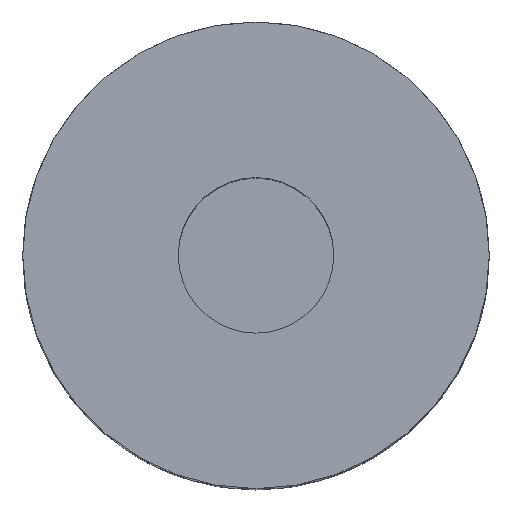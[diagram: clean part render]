
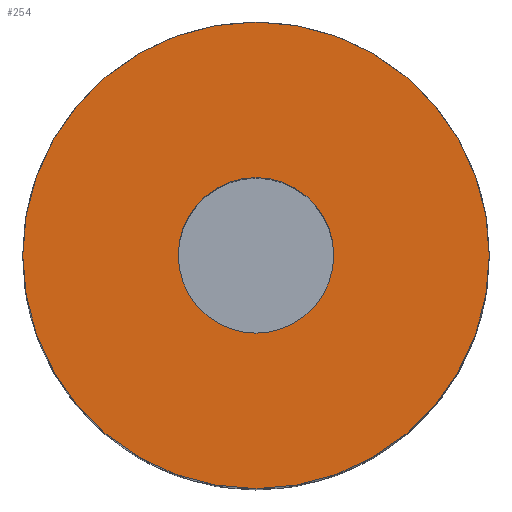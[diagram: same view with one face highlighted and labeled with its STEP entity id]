
A CAD part, top view. The second image highlights one B-rep face of the part: STEP entity #254.
In plain terms, the highlighted planar face has unit normal (0, 0, 1).
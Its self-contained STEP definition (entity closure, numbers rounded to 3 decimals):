
#5 = CIRCLE ( 'NONE', #545, 4. ) ;
#41 = CARTESIAN_POINT ( 'NONE',  ( 0., 0., 40. ) ) ;
#60 = EDGE_LOOP ( 'NONE', ( #877, #126 ) ) ;
#73 = CIRCLE ( 'NONE', #190, 4. ) ;
#106 = CARTESIAN_POINT ( 'NONE',  ( -4., 0., 40. ) ) ;
#113 = VERTEX_POINT ( 'NONE', #106 ) ;
#125 = EDGE_CURVE ( 'NONE', #835, #266, #261, .T. ) ;
#126 = ORIENTED_EDGE ( 'NONE', *, *, #713, .T. ) ;
#145 = CARTESIAN_POINT ( 'NONE',  ( 12., 0., 40. ) ) ;
#154 = EDGE_CURVE ( 'NONE', #569, #113, #73, .T. ) ;
#166 = ORIENTED_EDGE ( 'NONE', *, *, #747, .F. ) ;
#184 = CARTESIAN_POINT ( 'NONE',  ( 4., 0., 40. ) ) ;
#190 = AXIS2_PLACEMENT_3D ( 'NONE', #861, #495, #785 ) ;
#192 = FACE_BOUND ( 'NONE', #433, .T. ) ;
#194 = DIRECTION ( 'NONE',  ( 0., 0., 1. ) ) ;
#233 = CIRCLE ( 'NONE', #461, 12. ) ;
#254 = ADVANCED_FACE ( 'NONE', ( #192, #699 ), #627, .F. ) ;
#259 = DIRECTION ( 'NONE',  ( 0., 0., -1. ) ) ;
#261 = CIRCLE ( 'NONE', #832, 12. ) ;
#266 = VERTEX_POINT ( 'NONE', #766 ) ;
#433 = EDGE_LOOP ( 'NONE', ( #584, #166 ) ) ;
#461 = AXIS2_PLACEMENT_3D ( 'NONE', #845, #194, #481 ) ;
#472 = DIRECTION ( 'NONE',  ( 0., 0., 1. ) ) ;
#481 = DIRECTION ( 'NONE',  ( 1., 0., 0. ) ) ;
#482 = DIRECTION ( 'NONE',  ( 1., 0., 0. ) ) ;
#495 = DIRECTION ( 'NONE',  ( 0., 0., 1. ) ) ;
#545 = AXIS2_PLACEMENT_3D ( 'NONE', #638, #869, #725 ) ;
#569 = VERTEX_POINT ( 'NONE', #184 ) ;
#584 = ORIENTED_EDGE ( 'NONE', *, *, #154, .F. ) ;
#627 = PLANE ( 'NONE',  #830 ) ;
#638 = CARTESIAN_POINT ( 'NONE',  ( 0., 0., 40. ) ) ;
#699 = FACE_OUTER_BOUND ( 'NONE', #60, .T. ) ;
#713 = EDGE_CURVE ( 'NONE', #266, #835, #233, .T. ) ;
#725 = DIRECTION ( 'NONE',  ( 1., 0., 0. ) ) ;
#747 = EDGE_CURVE ( 'NONE', #113, #569, #5, .T. ) ;
#766 = CARTESIAN_POINT ( 'NONE',  ( -12., 0., 40. ) ) ;
#785 = DIRECTION ( 'NONE',  ( 1., 0., 0. ) ) ;
#830 = AXIS2_PLACEMENT_3D ( 'NONE', #841, #259, #854 ) ;
#832 = AXIS2_PLACEMENT_3D ( 'NONE', #41, #472, #482 ) ;
#835 = VERTEX_POINT ( 'NONE', #145 ) ;
#841 = CARTESIAN_POINT ( 'NONE',  ( 12., 0., 40. ) ) ;
#845 = CARTESIAN_POINT ( 'NONE',  ( 0., 0., 40. ) ) ;
#854 = DIRECTION ( 'NONE',  ( -1., 0., 0. ) ) ;
#861 = CARTESIAN_POINT ( 'NONE',  ( 0., 0., 40. ) ) ;
#869 = DIRECTION ( 'NONE',  ( 0., 0., 1. ) ) ;
#877 = ORIENTED_EDGE ( 'NONE', *, *, #125, .T. ) ;
